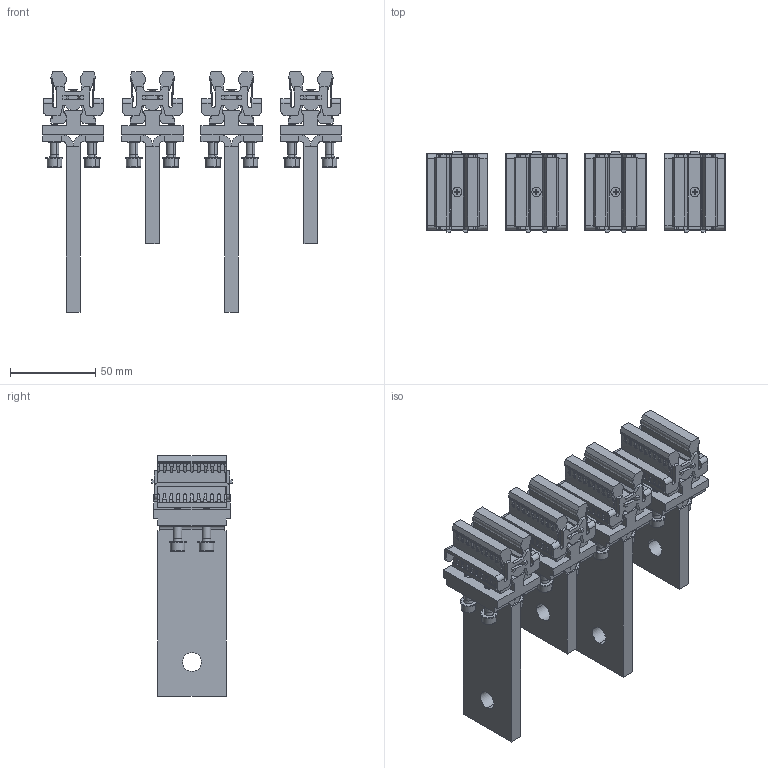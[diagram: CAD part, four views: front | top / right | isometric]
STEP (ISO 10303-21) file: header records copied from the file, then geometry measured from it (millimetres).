
FILE_DESCRIPTION((''),'2;1');
FILE_NAME('2TFR000475A1812_IGES','2019-05-27T',('ITSTCAR1'),(''),'CREO PARAMETRIC BY PTC INC, 2016050','CREO PARAMETRIC BY PTC INC, 2016050','');
FILE_SCHEMA(('AUTOMOTIVE_DESIGN { 1 0 10303 214 1 1 1 1 }'));
Products named in the file (1): 2TFR000475A1812_IGES
Bounding box: 175.5 x 47.5 x 141 mm (x, y, z)
Volume: 252902.3 mm3; surface area: 127521.6 mm2
Topology: 8 solids, 28 shells, 2820 faces, 8340 edges, 5452 vertices
Faces by surface type: plane 1484, cylinder 968, cone 248, bspline 88, torus 32
Entity records: 119696 total; most frequent: CARTESIAN_POINT 31550, ORIENTED_EDGE 16600, DIRECTION 14720, EDGE_CURVE 8300, VERTEX_POINT 5452, VECTOR 5136, LINE 5136, AXIS2_PLACEMENT_3D 4792
